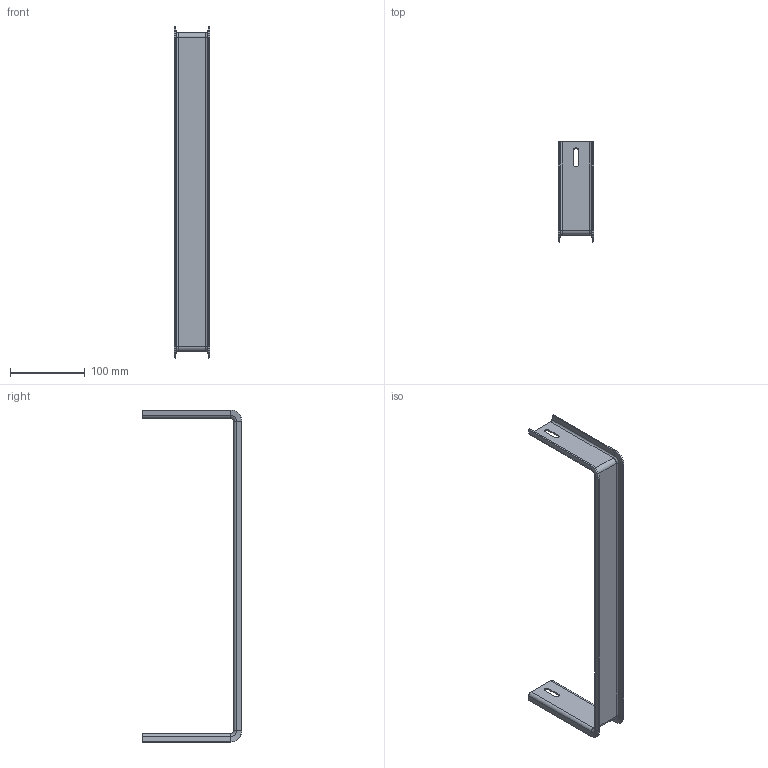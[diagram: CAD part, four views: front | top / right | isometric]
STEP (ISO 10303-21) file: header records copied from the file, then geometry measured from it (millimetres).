
FILE_DESCRIPTION (( 'STEP AP203' ), '1' );
FILE_NAME ('Ñêîáà íèæíÿÿ BMS-10_BMS1040.STEP', '2012-11-20T11:49:59', ( 'Àñååâ' ), ( '' ), 'SwSTEP 2.0', 'SolidWorks 2012', '' );
FILE_SCHEMA (( 'CONFIG_CONTROL_DESIGN' ));
Length unit declared in the file: millimetre
Products named in the file (1): Ñêîáà íèæíÿÿ BMS-10_BMS1040
Bounding box: 47.96 x 133 x 443 mm (x, y, z)
Volume: 80858.1 mm3; surface area: 84107.8 mm2
Topology: 1 solids, 1 shells, 70 faces, 156 edges, 88 vertices
Faces by surface type: plane 30, cylinder 20, cone 12, torus 8
Entity records: 1977 total; most frequent: DIRECTION 354, CARTESIAN_POINT 315, ORIENTED_EDGE 312, EDGE_CURVE 156, AXIS2_PLACEMENT_3D 127, VECTOR 100, LINE 100, VERTEX_POINT 88
